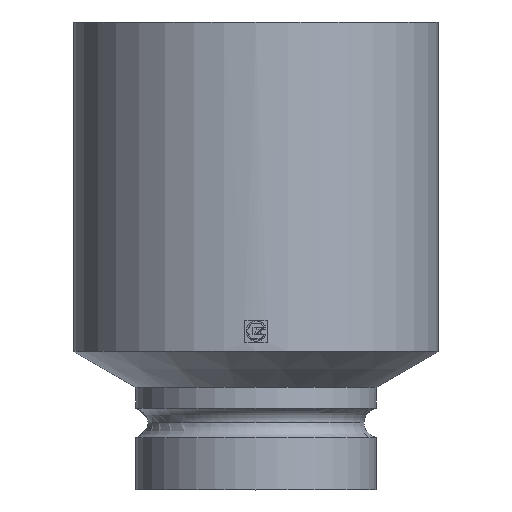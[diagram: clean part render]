
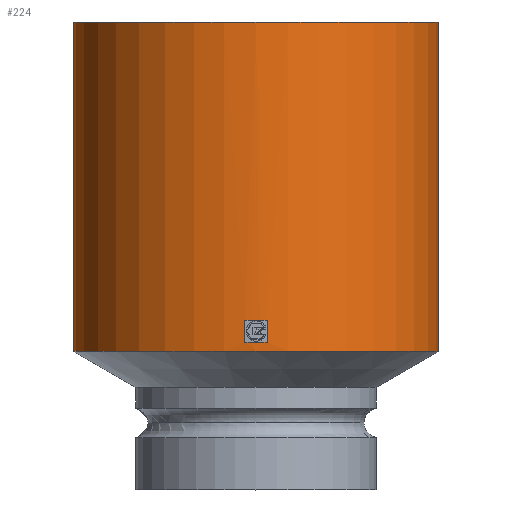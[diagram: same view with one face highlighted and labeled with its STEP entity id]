
A CAD part, top view. The second image highlights one B-rep face of the part: STEP entity #224.
In plain terms, the highlighted cylindrical face has radius 41 mm (diameter 82 mm), a partial arc.
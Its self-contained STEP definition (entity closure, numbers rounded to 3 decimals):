
#33 = EDGE_CURVE ( 'NONE', #95, #308, #1314, .T. ) ;
#45 = AXIS2_PLACEMENT_3D ( 'NONE', #955, #1506, #1100 ) ;
#95 = VERTEX_POINT ( 'NONE', #1726 ) ;
#100 = FACE_OUTER_BOUND ( 'NONE', #1166, .T. ) ;
#109 = CARTESIAN_POINT ( 'NONE',  ( 2.498, 38.058, 40.924 ) ) ;
#111 = EDGE_LOOP ( 'NONE', ( #1469, #951, #302, #1352 ) ) ;
#112 = DIRECTION ( 'NONE',  ( -0.061, 0., 0.998 ) ) ;
#138 = VERTEX_POINT ( 'NONE', #1154 ) ;
#148 = AXIS2_PLACEMENT_3D ( 'NONE', #613, #477, #1482 ) ;
#162 = EDGE_CURVE ( 'NONE', #138, #95, #359, .T. ) ;
#206 = CIRCLE ( 'NONE', #148, 41. ) ;
#224 = ADVANCED_FACE ( 'NONE', ( #1449, #100 ), #642, .T. ) ;
#294 = CARTESIAN_POINT ( 'NONE',  ( 0., 31.083, 0. ) ) ;
#302 = ORIENTED_EDGE ( 'NONE', *, *, #734, .F. ) ;
#308 = VERTEX_POINT ( 'NONE', #1027 ) ;
#313 = CARTESIAN_POINT ( 'NONE',  ( 2.498, 33.083, 40.924 ) ) ;
#359 = LINE ( 'NONE', #895, #462 ) ;
#434 = DIRECTION ( 'NONE',  ( 0., 1., 0. ) ) ;
#445 = LINE ( 'NONE', #619, #1260 ) ;
#446 = ORIENTED_EDGE ( 'NONE', *, *, #33, .F. ) ;
#462 = VECTOR ( 'NONE', #1602, 1000. ) ;
#477 = DIRECTION ( 'NONE',  ( 0., -1., 0. ) ) ;
#479 = EDGE_CURVE ( 'NONE', #1102, #1631, #445, .T. ) ;
#527 = CIRCLE ( 'NONE', #45, 41. ) ;
#553 = EDGE_CURVE ( 'NONE', #924, #1102, #584, .T. ) ;
#584 = CIRCLE ( 'NONE', #695, 41. ) ;
#613 = CARTESIAN_POINT ( 'NONE',  ( 0., 33.083, 0. ) ) ;
#619 = CARTESIAN_POINT ( 'NONE',  ( -2.498, 38.058, 40.924 ) ) ;
#639 = VERTEX_POINT ( 'NONE', #687 ) ;
#642 = CYLINDRICAL_SURFACE ( 'NONE', #1087, 41. ) ;
#659 = DIRECTION ( 'NONE',  ( 0., -1., 0. ) ) ;
#687 = CARTESIAN_POINT ( 'NONE',  ( -41., 105., 0. ) ) ;
#690 = EDGE_CURVE ( 'NONE', #138, #639, #527, .T. ) ;
#695 = AXIS2_PLACEMENT_3D ( 'NONE', #922, #795, #112 ) ;
#709 = CARTESIAN_POINT ( 'NONE',  ( -2.498, 38.058, 40.924 ) ) ;
#734 = EDGE_CURVE ( 'NONE', #1043, #924, #867, .T. ) ;
#742 = DIRECTION ( 'NONE',  ( 0., -1., 0. ) ) ;
#764 = CARTESIAN_POINT ( 'NONE',  ( -41., 2.042, 0. ) ) ;
#795 = DIRECTION ( 'NONE',  ( 0., -1., 0. ) ) ;
#796 = CARTESIAN_POINT ( 'NONE',  ( -2.498, 33.083, 40.924 ) ) ;
#817 = ORIENTED_EDGE ( 'NONE', *, *, #162, .F. ) ;
#867 = LINE ( 'NONE', #313, #1704 ) ;
#895 = CARTESIAN_POINT ( 'NONE',  ( 41., 2.042, 0. ) ) ;
#907 = VECTOR ( 'NONE', #1295, 1000. ) ;
#922 = CARTESIAN_POINT ( 'NONE',  ( 0., 38.058, 0. ) ) ;
#924 = VERTEX_POINT ( 'NONE', #109 ) ;
#951 = ORIENTED_EDGE ( 'NONE', *, *, #553, .F. ) ;
#955 = CARTESIAN_POINT ( 'NONE',  ( 0., 105., 0. ) ) ;
#1027 = CARTESIAN_POINT ( 'NONE',  ( -41., 31.083, 0. ) ) ;
#1043 = VERTEX_POINT ( 'NONE', #1478 ) ;
#1087 = AXIS2_PLACEMENT_3D ( 'NONE', #1742, #659, #1770 ) ;
#1100 = DIRECTION ( 'NONE',  ( 1., 0., 0. ) ) ;
#1102 = VERTEX_POINT ( 'NONE', #709 ) ;
#1154 = CARTESIAN_POINT ( 'NONE',  ( 41., 105., 0. ) ) ;
#1166 = EDGE_LOOP ( 'NONE', ( #1552, #1457, #446, #817 ) ) ;
#1224 = DIRECTION ( 'NONE',  ( 0., -1., 0. ) ) ;
#1240 = DIRECTION ( 'NONE',  ( 1., 0., 0. ) ) ;
#1260 = VECTOR ( 'NONE', #742, 1000. ) ;
#1295 = DIRECTION ( 'NONE',  ( 0., -1., 0. ) ) ;
#1314 = CIRCLE ( 'NONE', #1610, 41. ) ;
#1352 = ORIENTED_EDGE ( 'NONE', *, *, #1618, .T. ) ;
#1383 = EDGE_CURVE ( 'NONE', #639, #308, #1448, .T. ) ;
#1448 = LINE ( 'NONE', #764, #907 ) ;
#1449 = FACE_BOUND ( 'NONE', #111, .T. ) ;
#1457 = ORIENTED_EDGE ( 'NONE', *, *, #1383, .T. ) ;
#1469 = ORIENTED_EDGE ( 'NONE', *, *, #479, .F. ) ;
#1478 = CARTESIAN_POINT ( 'NONE',  ( 2.498, 33.083, 40.924 ) ) ;
#1482 = DIRECTION ( 'NONE',  ( -0.061, 0., 0.998 ) ) ;
#1506 = DIRECTION ( 'NONE',  ( 0., -1., 0. ) ) ;
#1552 = ORIENTED_EDGE ( 'NONE', *, *, #690, .T. ) ;
#1602 = DIRECTION ( 'NONE',  ( 0., -1., 0. ) ) ;
#1610 = AXIS2_PLACEMENT_3D ( 'NONE', #294, #1224, #1240 ) ;
#1618 = EDGE_CURVE ( 'NONE', #1043, #1631, #206, .T. ) ;
#1631 = VERTEX_POINT ( 'NONE', #796 ) ;
#1704 = VECTOR ( 'NONE', #434, 1000. ) ;
#1726 = CARTESIAN_POINT ( 'NONE',  ( 41., 31.083, 0. ) ) ;
#1742 = CARTESIAN_POINT ( 'NONE',  ( 0., 2.042, 0. ) ) ;
#1770 = DIRECTION ( 'NONE',  ( 1., 0., 0. ) ) ;
